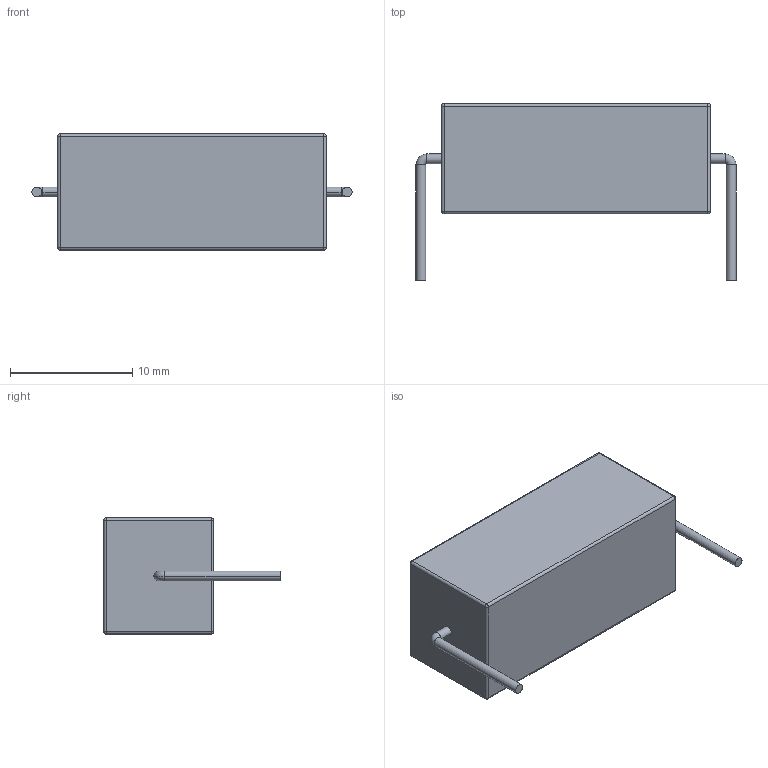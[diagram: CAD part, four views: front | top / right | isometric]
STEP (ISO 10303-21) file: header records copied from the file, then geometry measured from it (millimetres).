
FILE_DESCRIPTION (( 'STEP AP214' ), '1' );
FILE_NAME ('User Library-Resistor 5W Length 22mm, pitch 1in.STEP', '2014-05-21T17:40:02', ( 'Windows User' ), ( '' ), 'SwSTEP 2.0', 'SolidWorks 2014', '' );
FILE_SCHEMA (( 'AUTOMOTIVE_DESIGN' ));
Length unit declared in the file: millimetre
Products named in the file (1): User Library-Resistor 5W Length 22mm, pitch 1in
Bounding box: 26.2 x 14.44 x 9.5 mm (x, y, z)
Volume: 1891.1 mm3; surface area: 1028.5 mm2
Topology: 1 solids, 1 shells, 40 faces, 84 edges, 40 vertices
Faces by surface type: cylinder 20, plane 8, sphere 8, torus 4
Entity records: 1462 total; most frequent: DIRECTION 202, CARTESIAN_POINT 157, ORIENTED_EDGE 152, AXIS2_PLACEMENT_3D 85, EDGE_CURVE 76, CIRCLE 44, UNCERTAINTY_MEASURE_WITH_UNIT 43, FILL_AREA_STYLE 42
